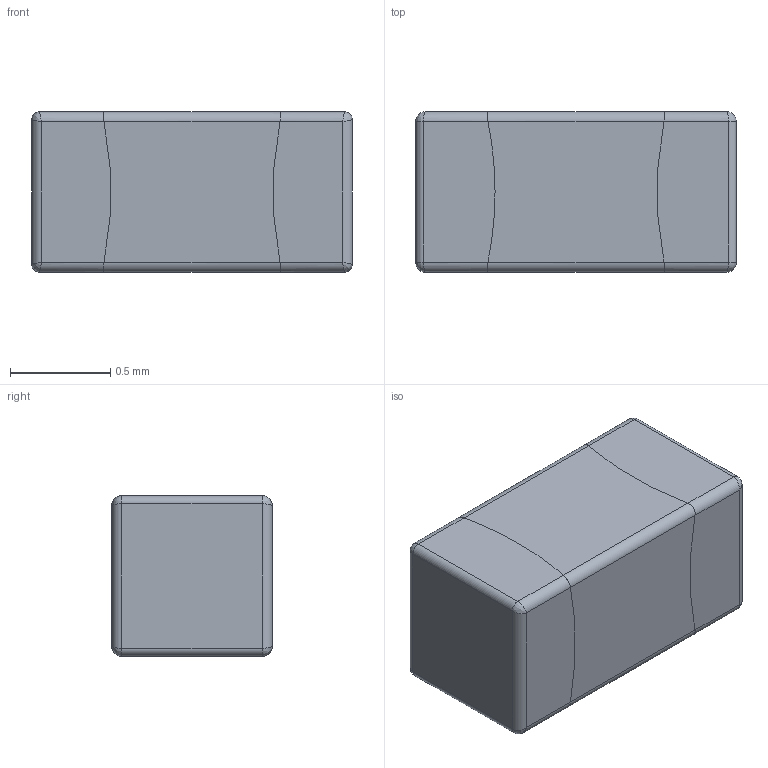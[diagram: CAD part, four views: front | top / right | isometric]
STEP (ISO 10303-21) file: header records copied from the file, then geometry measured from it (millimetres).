
FILE_DESCRIPTION (( 'STEP AP214' ), '1' );
FILE_NAME ('C0603.STEP', '2024-01-19T10:14:00', ( '' ), ( '' ), 'SwSTEP 2.0', 'SolidWorks 2021', '' );
FILE_SCHEMA (( 'AUTOMOTIVE_DESIGN' ));
Length unit declared in the file: millimetre
Products named in the file (1): C0603
Bounding box: 1.6 x 0.8 x 0.8 mm (x, y, z)
Volume: 1 mm3; surface area: 8.7 mm2
Topology: 3 solids, 3 shells, 78 faces, 160 edges, 64 vertices
Faces by surface type: cylinder 40, bspline 24, plane 14
Entity records: 3130 total; most frequent: CARTESIAN_POINT 1023, ORIENTED_EDGE 272, DIRECTION 210, EDGE_CURVE 136, UNCERTAINTY_MEASURE_WITH_UNIT 83, AXIS2_PLACEMENT_3D 83, SURFACE_STYLE_FILL_AREA 82, FILL_AREA_STYLE 82
